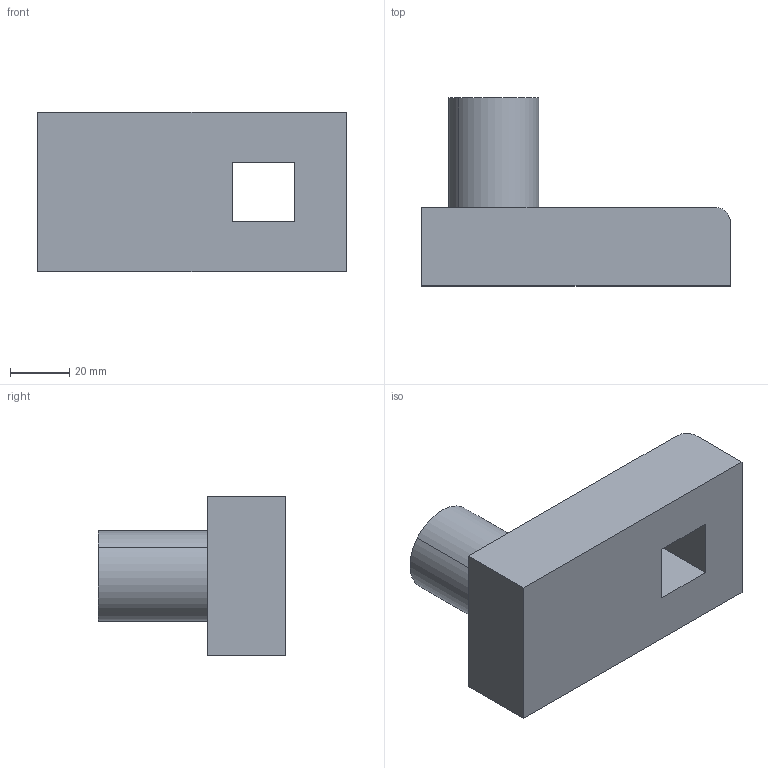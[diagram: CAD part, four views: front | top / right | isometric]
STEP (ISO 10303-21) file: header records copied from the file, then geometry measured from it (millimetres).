
FILE_DESCRIPTION(/* description */ (''),/* implementation_level */ '2;1');
FILE_NAME(/* name */ 'tpn',/* time_stamp */ '2018-11-10T10:36:47+05:00',/* author */ (''),/* organization */ (''),/* preprocessor_version */ 'ST-DEVELOPER v15',/* originating_system */ '',/* authorisation */ '');
FILE_SCHEMA (('AUTOMOTIVE_DESIGN_CC2'));
Length unit declared in the file: millimetre
Products named in the file (1): Document
Bounding box: 104.47 x 63.63 x 54.07 mm (x, y, z)
Volume: 165582.6 mm3; surface area: 25947.8 mm2
Topology: 2 solids, 2 shells, 15 faces, 35 edges, 24 vertices
Faces by surface type: plane 12, bspline 3
Entity records: 425 total; most frequent: CARTESIAN_POINT 157, ORIENTED_EDGE 66, EDGE_CURVE 33, B_SPLINE_CURVE_WITH_KNOTS 26, VERTEX_POINT 22, DIRECTION 18, EDGE_LOOP 17, ADVANCED_FACE 15
